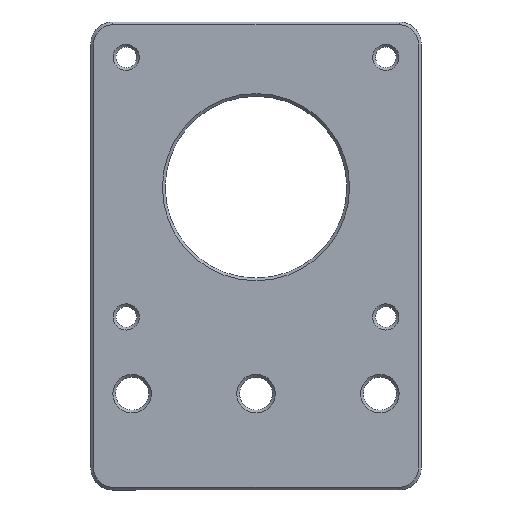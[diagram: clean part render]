
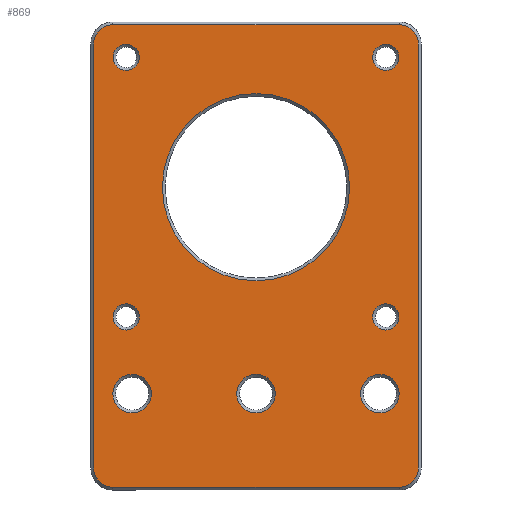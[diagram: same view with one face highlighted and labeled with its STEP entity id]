
A CAD part, front view. The second image highlights one B-rep face of the part: STEP entity #869.
In plain terms, the highlighted planar face has unit normal (0, -1, 0).
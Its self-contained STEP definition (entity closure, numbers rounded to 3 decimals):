
#23=FACE_BOUND('',#140,.T.);
#24=FACE_BOUND('',#141,.T.);
#25=FACE_BOUND('',#142,.T.);
#26=FACE_BOUND('',#143,.T.);
#27=FACE_BOUND('',#144,.T.);
#28=FACE_BOUND('',#145,.T.);
#29=FACE_BOUND('',#146,.T.);
#30=FACE_BOUND('',#147,.T.);
#36=PLANE('',#956);
#73=FACE_OUTER_BOUND('',#139,.T.);
#139=EDGE_LOOP('',(#621,#622,#623,#624,#625,#626,#627,#628));
#140=EDGE_LOOP('',(#629));
#141=EDGE_LOOP('',(#630));
#142=EDGE_LOOP('',(#631));
#143=EDGE_LOOP('',(#632));
#144=EDGE_LOOP('',(#633));
#145=EDGE_LOOP('',(#634));
#146=EDGE_LOOP('',(#635));
#147=EDGE_LOOP('',(#636));
#212=LINE('',#1400,#280);
#213=LINE('',#1404,#281);
#214=LINE('',#1408,#282);
#215=LINE('',#1411,#283);
#280=VECTOR('',#1102,10.);
#281=VECTOR('',#1105,10.);
#282=VECTOR('',#1108,10.);
#283=VECTOR('',#1111,10.);
#355=CIRCLE('',#955,2.375);
#356=CIRCLE('',#957,3.5);
#357=CIRCLE('',#958,3.5);
#358=CIRCLE('',#959,3.5);
#359=CIRCLE('',#960,3.5);
#360=CIRCLE('',#961,2.375);
#361=CIRCLE('',#962,2.375);
#362=CIRCLE('',#963,3.5);
#363=CIRCLE('',#964,3.5);
#364=CIRCLE('',#965,3.5);
#365=CIRCLE('',#966,17.);
#366=CIRCLE('',#967,2.375);
#415=VERTEX_POINT('',#1392);
#416=VERTEX_POINT('',#1396);
#417=VERTEX_POINT('',#1397);
#418=VERTEX_POINT('',#1399);
#419=VERTEX_POINT('',#1401);
#420=VERTEX_POINT('',#1403);
#421=VERTEX_POINT('',#1405);
#422=VERTEX_POINT('',#1407);
#423=VERTEX_POINT('',#1409);
#424=VERTEX_POINT('',#1412);
#425=VERTEX_POINT('',#1414);
#426=VERTEX_POINT('',#1416);
#427=VERTEX_POINT('',#1418);
#428=VERTEX_POINT('',#1420);
#429=VERTEX_POINT('',#1422);
#430=VERTEX_POINT('',#1424);
#489=EDGE_CURVE('',#415,#415,#355,.T.);
#491=EDGE_CURVE('',#416,#417,#356,.T.);
#492=EDGE_CURVE('',#418,#416,#212,.T.);
#493=EDGE_CURVE('',#419,#418,#357,.T.);
#494=EDGE_CURVE('',#420,#419,#213,.T.);
#495=EDGE_CURVE('',#421,#420,#358,.T.);
#496=EDGE_CURVE('',#422,#421,#214,.T.);
#497=EDGE_CURVE('',#423,#422,#359,.T.);
#498=EDGE_CURVE('',#417,#423,#215,.T.);
#499=EDGE_CURVE('',#424,#424,#360,.T.);
#500=EDGE_CURVE('',#425,#425,#361,.T.);
#501=EDGE_CURVE('',#426,#426,#362,.T.);
#502=EDGE_CURVE('',#427,#427,#363,.T.);
#503=EDGE_CURVE('',#428,#428,#364,.T.);
#504=EDGE_CURVE('',#429,#429,#365,.T.);
#505=EDGE_CURVE('',#430,#430,#366,.T.);
#621=ORIENTED_EDGE('',*,*,#491,.F.);
#622=ORIENTED_EDGE('',*,*,#492,.F.);
#623=ORIENTED_EDGE('',*,*,#493,.F.);
#624=ORIENTED_EDGE('',*,*,#494,.F.);
#625=ORIENTED_EDGE('',*,*,#495,.F.);
#626=ORIENTED_EDGE('',*,*,#496,.F.);
#627=ORIENTED_EDGE('',*,*,#497,.F.);
#628=ORIENTED_EDGE('',*,*,#498,.F.);
#629=ORIENTED_EDGE('',*,*,#499,.F.);
#630=ORIENTED_EDGE('',*,*,#500,.F.);
#631=ORIENTED_EDGE('',*,*,#501,.F.);
#632=ORIENTED_EDGE('',*,*,#502,.F.);
#633=ORIENTED_EDGE('',*,*,#503,.F.);
#634=ORIENTED_EDGE('',*,*,#504,.F.);
#635=ORIENTED_EDGE('',*,*,#505,.F.);
#636=ORIENTED_EDGE('',*,*,#489,.F.);
#869=ADVANCED_FACE('',(#73,#23,#24,#25,#26,#27,#28,#29,#30),#36,.T.);
#955=AXIS2_PLACEMENT_3D('',#1393,#1095,#1096);
#956=AXIS2_PLACEMENT_3D('',#1395,#1098,#1099);
#957=AXIS2_PLACEMENT_3D('',#1398,#1100,#1101);
#958=AXIS2_PLACEMENT_3D('',#1402,#1103,#1104);
#959=AXIS2_PLACEMENT_3D('',#1406,#1106,#1107);
#960=AXIS2_PLACEMENT_3D('',#1410,#1109,#1110);
#961=AXIS2_PLACEMENT_3D('',#1413,#1112,#1113);
#962=AXIS2_PLACEMENT_3D('',#1415,#1114,#1115);
#963=AXIS2_PLACEMENT_3D('',#1417,#1116,#1117);
#964=AXIS2_PLACEMENT_3D('',#1419,#1118,#1119);
#965=AXIS2_PLACEMENT_3D('',#1421,#1120,#1121);
#966=AXIS2_PLACEMENT_3D('',#1423,#1122,#1123);
#967=AXIS2_PLACEMENT_3D('',#1425,#1124,#1125);
#1095=DIRECTION('center_axis',(0.,-1.,0.));
#1096=DIRECTION('ref_axis',(-1.,0.,0.));
#1098=DIRECTION('center_axis',(0.,-1.,0.));
#1099=DIRECTION('ref_axis',(-1.,0.,0.));
#1100=DIRECTION('center_axis',(0.,1.,0.));
#1101=DIRECTION('ref_axis',(0.707,0.,0.707));
#1102=DIRECTION('',(1.,0.,0.));
#1103=DIRECTION('center_axis',(0.,1.,0.));
#1104=DIRECTION('ref_axis',(-0.707,0.,0.707));
#1105=DIRECTION('',(0.,0.,1.));
#1106=DIRECTION('center_axis',(0.,1.,0.));
#1107=DIRECTION('ref_axis',(-0.707,0.,-0.707));
#1108=DIRECTION('',(-1.,0.,0.));
#1109=DIRECTION('center_axis',(0.,1.,0.));
#1110=DIRECTION('ref_axis',(0.707,0.,-0.707));
#1111=DIRECTION('',(0.,0.,-1.));
#1112=DIRECTION('center_axis',(0.,-1.,0.));
#1113=DIRECTION('ref_axis',(-1.,0.,0.));
#1114=DIRECTION('center_axis',(0.,-1.,0.));
#1115=DIRECTION('ref_axis',(-1.,0.,0.));
#1116=DIRECTION('center_axis',(0.,-1.,0.));
#1117=DIRECTION('ref_axis',(-1.,0.,0.));
#1118=DIRECTION('center_axis',(0.,-1.,0.));
#1119=DIRECTION('ref_axis',(-1.,0.,0.));
#1120=DIRECTION('center_axis',(0.,-1.,0.));
#1121=DIRECTION('ref_axis',(-1.,0.,0.));
#1122=DIRECTION('center_axis',(0.,-1.,0.));
#1123=DIRECTION('ref_axis',(-1.,0.,0.));
#1124=DIRECTION('center_axis',(0.,-1.,0.));
#1125=DIRECTION('ref_axis',(-1.,0.,0.));
#1392=CARTESIAN_POINT('',(-156.875,-231.525,84.439));
#1393=CARTESIAN_POINT('Origin',(-159.25,-231.525,84.439));
#1395=CARTESIAN_POINT('Origin',(-105.68,-231.525,35.869));
#1396=CARTESIAN_POINT('',(-109.68,-231.525,90.369));
#1397=CARTESIAN_POINT('',(-106.18,-231.525,86.869));
#1398=CARTESIAN_POINT('Origin',(-109.68,-231.525,86.869));
#1399=CARTESIAN_POINT('',(-161.68,-231.525,90.369));
#1400=CARTESIAN_POINT('',(-120.68,-231.525,90.369));
#1401=CARTESIAN_POINT('',(-165.18,-231.525,86.869));
#1402=CARTESIAN_POINT('Origin',(-161.68,-231.525,86.869));
#1403=CARTESIAN_POINT('',(-165.18,-231.525,9.869));
#1404=CARTESIAN_POINT('',(-165.18,-231.525,35.869));
#1405=CARTESIAN_POINT('',(-161.68,-231.525,6.369));
#1406=CARTESIAN_POINT('Origin',(-161.68,-231.525,9.869));
#1407=CARTESIAN_POINT('',(-109.68,-231.525,6.369));
#1408=CARTESIAN_POINT('',(-120.68,-231.525,6.369));
#1409=CARTESIAN_POINT('',(-106.18,-231.525,9.869));
#1410=CARTESIAN_POINT('Origin',(-109.68,-231.525,9.869));
#1411=CARTESIAN_POINT('',(-106.18,-231.525,35.869));
#1412=CARTESIAN_POINT('',(-156.875,-231.525,37.299));
#1413=CARTESIAN_POINT('Origin',(-159.25,-231.525,37.299));
#1414=CARTESIAN_POINT('',(-109.735,-231.525,84.439));
#1415=CARTESIAN_POINT('Origin',(-112.11,-231.525,84.439));
#1416=CARTESIAN_POINT('',(-109.68,-231.525,23.369));
#1417=CARTESIAN_POINT('Origin',(-113.18,-231.525,23.369));
#1418=CARTESIAN_POINT('',(-132.18,-231.525,23.369));
#1419=CARTESIAN_POINT('Origin',(-135.68,-231.525,23.369));
#1420=CARTESIAN_POINT('',(-154.68,-231.525,23.369));
#1421=CARTESIAN_POINT('Origin',(-158.18,-231.525,23.369));
#1422=CARTESIAN_POINT('',(-118.68,-231.525,60.869));
#1423=CARTESIAN_POINT('Origin',(-135.68,-231.525,60.869));
#1424=CARTESIAN_POINT('',(-109.735,-231.525,37.299));
#1425=CARTESIAN_POINT('Origin',(-112.11,-231.525,37.299));
